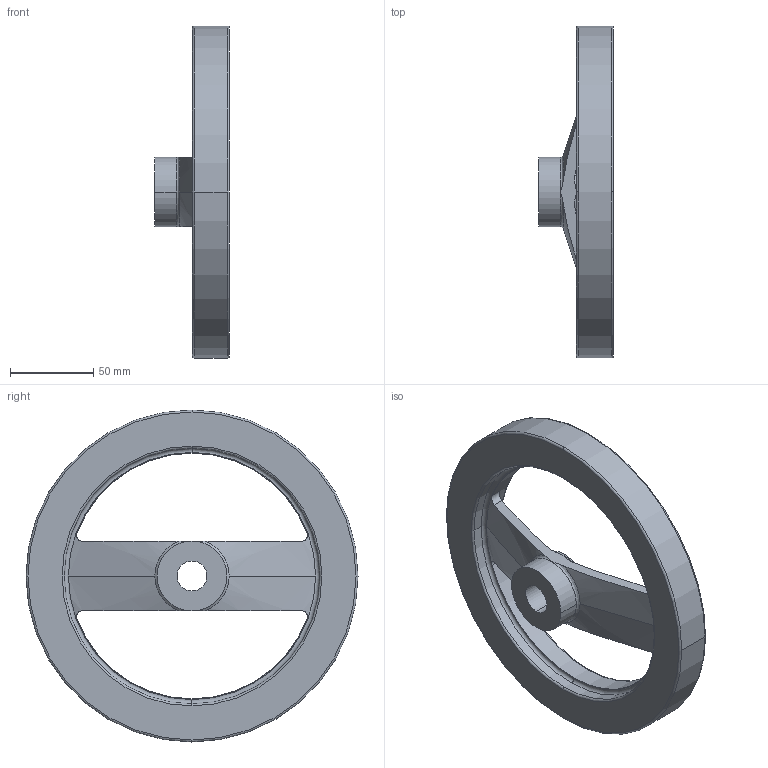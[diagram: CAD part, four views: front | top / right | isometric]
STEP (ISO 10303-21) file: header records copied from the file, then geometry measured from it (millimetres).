
FILE_DESCRIPTION( ( '' ), '1' );
FILE_NAME( 'K0162.0200X18_ohne Zylindergriff, Nabe ohne Nut.stp', '2012-10-29T09:44:38', ( '' ), ( '' ), ' ', ' ', ' ' );
FILE_SCHEMA( ( 'CONFIG_CONTROL_DESIGN' ) );
Length unit declared in the file: millimetre
Products named in the file (1): 1
Bounding box: 45 x 200 x 200 mm (x, y, z)
Volume: 360369.1 mm3; surface area: 68458.1 mm2
Topology: 1 solids, 1 shells, 42 faces, 124 edges, 82 vertices
Faces by surface type: cylinder 16, torus 14, cone 6, plane 6
Entity records: 1732 total; most frequent: CARTESIAN_POINT 533, DIRECTION 262, ORIENTED_EDGE 248, EDGE_CURVE 124, AXIS2_PLACEMENT_3D 119, VERTEX_POINT 82, CIRCLE 76, EDGE_LOOP 46
